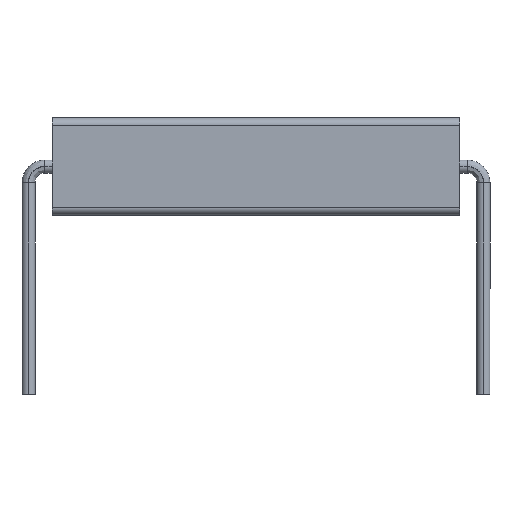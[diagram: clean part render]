
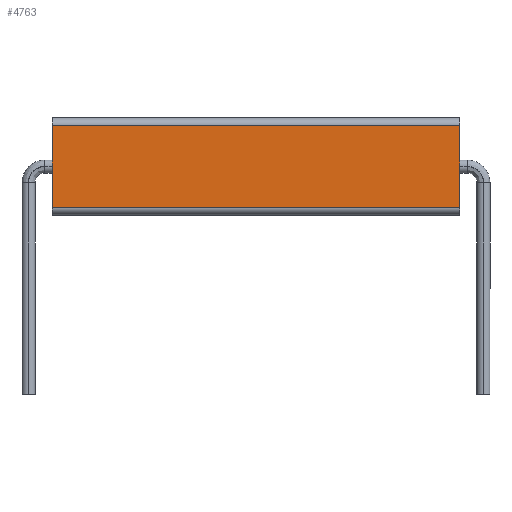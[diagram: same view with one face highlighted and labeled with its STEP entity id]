
A CAD part, front view. The second image highlights one B-rep face of the part: STEP entity #4763.
In plain terms, the highlighted planar face has unit normal (0, -1, 0).
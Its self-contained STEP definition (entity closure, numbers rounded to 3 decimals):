
#13 = VECTOR ( 'NONE', #2065, 1000. ) ;
#83 = ORIENTED_EDGE ( 'NONE', *, *, #1830, .T. ) ;
#94 = EDGE_LOOP ( 'NONE', ( #83, #2198, #1244, #4650 ) ) ;
#155 = VERTEX_POINT ( 'NONE', #1095 ) ;
#321 = CARTESIAN_POINT ( 'NONE',  ( 1.47, -3., 8. ) ) ;
#338 = DIRECTION ( 'NONE',  ( 0., 0., -1. ) ) ;
#945 = FACE_OUTER_BOUND ( 'NONE', #94, .T. ) ;
#950 = CARTESIAN_POINT ( 'NONE',  ( 26.47, -3., 8. ) ) ;
#984 = VERTEX_POINT ( 'NONE', #4626 ) ;
#1095 = CARTESIAN_POINT ( 'NONE',  ( 26.47, -3., 8.5 ) ) ;
#1215 = DIRECTION ( 'NONE',  ( 0., 1., 0. ) ) ;
#1244 = ORIENTED_EDGE ( 'NONE', *, *, #5007, .F. ) ;
#1274 = CARTESIAN_POINT ( 'NONE',  ( 1.47, -3., 13.5 ) ) ;
#1776 = CARTESIAN_POINT ( 'NONE',  ( 1.47, -3., 8.5 ) ) ;
#1830 = EDGE_CURVE ( 'NONE', #3502, #3222, #3229, .T. ) ;
#1980 = PLANE ( 'NONE',  #3641 ) ;
#2065 = DIRECTION ( 'NONE',  ( 1., 0., 0. ) ) ;
#2196 = VECTOR ( 'NONE', #338, 1000. ) ;
#2198 = ORIENTED_EDGE ( 'NONE', *, *, #3126, .F. ) ;
#2408 = EDGE_CURVE ( 'NONE', #3502, #984, #4189, .T. ) ;
#2966 = DIRECTION ( 'NONE',  ( 0., 0., -1. ) ) ;
#3011 = CARTESIAN_POINT ( 'NONE',  ( 1.47, -3., 13.5 ) ) ;
#3126 = EDGE_CURVE ( 'NONE', #155, #3222, #4526, .T. ) ;
#3222 = VERTEX_POINT ( 'NONE', #3862 ) ;
#3229 = LINE ( 'NONE', #321, #2196 ) ;
#3334 = LINE ( 'NONE', #950, #4395 ) ;
#3468 = VECTOR ( 'NONE', #4933, 1000. ) ;
#3502 = VERTEX_POINT ( 'NONE', #3011 ) ;
#3568 = CARTESIAN_POINT ( 'NONE',  ( 1.47, -3., 8. ) ) ;
#3641 = AXIS2_PLACEMENT_3D ( 'NONE', #3568, #1215, #3959 ) ;
#3862 = CARTESIAN_POINT ( 'NONE',  ( 1.47, -3., 8.5 ) ) ;
#3959 = DIRECTION ( 'NONE',  ( 0., 0., 1. ) ) ;
#4189 = LINE ( 'NONE', #1274, #13 ) ;
#4395 = VECTOR ( 'NONE', #2966, 1000. ) ;
#4526 = LINE ( 'NONE', #1776, #3468 ) ;
#4626 = CARTESIAN_POINT ( 'NONE',  ( 26.47, -3., 13.5 ) ) ;
#4650 = ORIENTED_EDGE ( 'NONE', *, *, #2408, .F. ) ;
#4763 = ADVANCED_FACE ( 'NONE', ( #945 ), #1980, .F. ) ;
#4933 = DIRECTION ( 'NONE',  ( -1., 0., 0. ) ) ;
#5007 = EDGE_CURVE ( 'NONE', #984, #155, #3334, .T. ) ;
